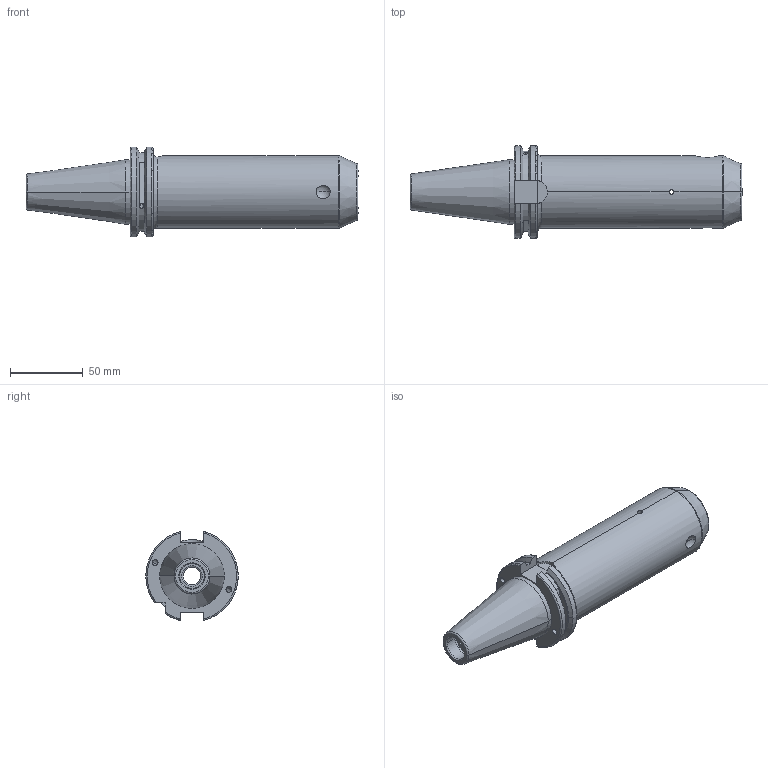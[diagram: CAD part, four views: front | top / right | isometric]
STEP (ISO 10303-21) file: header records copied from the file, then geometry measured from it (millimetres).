
FILE_DESCRIPTION (( 'STEP AP203' ), '1' );
FILE_NAME ('91406-WK218160.STEP', '2019-11-29T05:01:01', ( '' ), ( '' ), 'SwSTEP 2.0', 'SolidWorks 2018', '' );
FILE_SCHEMA (( 'CONFIG_CONTROL_DESIGN' ));
Length unit declared in the file: millimetre
Products named in the file (1): 91406-WK218160
Bounding box: 228.4 x 63.55 x 61.48 mm (x, y, z)
Volume: 343967.2 mm3; surface area: 54707.8 mm2
Topology: 2 solids, 2 shells, 139 faces, 354 edges, 224 vertices
Faces by surface type: cylinder 55, plane 40, cone 20, torus 18, bspline 4, sphere 2
Entity records: 5162 total; most frequent: CARTESIAN_POINT 1755, ORIENTED_EDGE 708, DIRECTION 686, EDGE_CURVE 354, AXIS2_PLACEMENT_3D 278, VERTEX_POINT 224, EDGE_LOOP 166, CIRCLE 142
